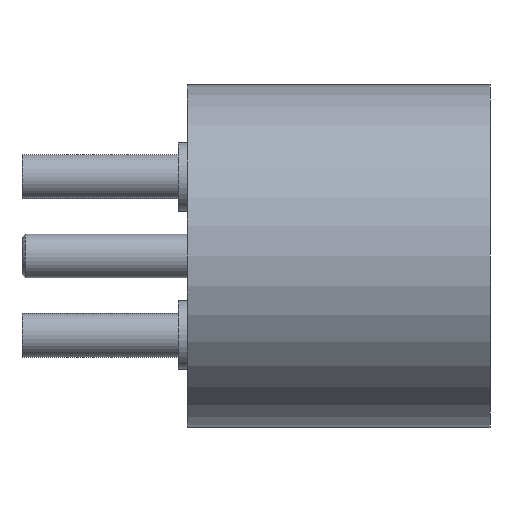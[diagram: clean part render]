
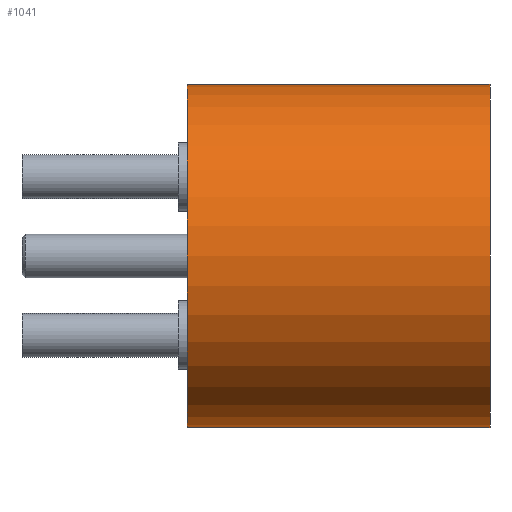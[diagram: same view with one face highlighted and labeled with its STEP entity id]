
A CAD part, front view. The second image highlights one B-rep face of the part: STEP entity #1041.
In plain terms, the highlighted cylindrical face has radius 2.75 mm (diameter 5.5 mm), a partial arc.
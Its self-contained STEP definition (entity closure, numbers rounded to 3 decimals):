
#2 = CIRCLE ( 'NONE', #2337, 2.75 ) ;
#91 = DIRECTION ( 'NONE',  ( 0., 0., 1. ) ) ;
#151 = ORIENTED_EDGE ( 'NONE', *, *, #2948, .F. ) ;
#374 = CIRCLE ( 'NONE', #2797, 2.75 ) ;
#490 = LINE ( 'NONE', #1540, #1592 ) ;
#667 = EDGE_LOOP ( 'NONE', ( #2620, #2217, #1466, #151 ) ) ;
#672 = DIRECTION ( 'NONE',  ( 1., 0., 0. ) ) ;
#707 = CARTESIAN_POINT ( 'NONE',  ( -2.75, 0., 0. ) ) ;
#843 = EDGE_CURVE ( 'NONE', #2877, #1694, #490, .T. ) ;
#910 = CARTESIAN_POINT ( 'NONE',  ( 0., 0., 0. ) ) ;
#914 = CARTESIAN_POINT ( 'NONE',  ( 0., 0., 0. ) ) ;
#977 = AXIS2_PLACEMENT_3D ( 'NONE', #914, #1856, #672 ) ;
#1041 = ADVANCED_FACE ( 'NONE', ( #1284 ), #2674, .T. ) ;
#1067 = EDGE_CURVE ( 'NONE', #2788, #1082, #2558, .T. ) ;
#1082 = VERTEX_POINT ( 'NONE', #1639 ) ;
#1284 = FACE_OUTER_BOUND ( 'NONE', #667, .T. ) ;
#1330 = CARTESIAN_POINT ( 'NONE',  ( 0., 0., -4.85 ) ) ;
#1388 = CARTESIAN_POINT ( 'NONE',  ( 2.75, 0., 0. ) ) ;
#1466 = ORIENTED_EDGE ( 'NONE', *, *, #1067, .T. ) ;
#1532 = DIRECTION ( 'NONE',  ( 0., 0., 1. ) ) ;
#1540 = CARTESIAN_POINT ( 'NONE',  ( -2.75, 0., 0. ) ) ;
#1592 = VECTOR ( 'NONE', #1532, 1000. ) ;
#1639 = CARTESIAN_POINT ( 'NONE',  ( 2.75, 0., 0. ) ) ;
#1694 = VERTEX_POINT ( 'NONE', #707 ) ;
#1712 = CARTESIAN_POINT ( 'NONE',  ( 2.75, 0., -4.85 ) ) ;
#1856 = DIRECTION ( 'NONE',  ( 0., 0., 1. ) ) ;
#2017 = DIRECTION ( 'NONE',  ( 1., 0., 0. ) ) ;
#2036 = VECTOR ( 'NONE', #2339, 1000. ) ;
#2106 = DIRECTION ( 'NONE',  ( 1., 0., 0. ) ) ;
#2217 = ORIENTED_EDGE ( 'NONE', *, *, #2634, .T. ) ;
#2337 = AXIS2_PLACEMENT_3D ( 'NONE', #1330, #91, #2017 ) ;
#2339 = DIRECTION ( 'NONE',  ( 0., 0., 1. ) ) ;
#2558 = LINE ( 'NONE', #1388, #2036 ) ;
#2615 = DIRECTION ( 'NONE',  ( 0., 0., 1. ) ) ;
#2620 = ORIENTED_EDGE ( 'NONE', *, *, #843, .F. ) ;
#2634 = EDGE_CURVE ( 'NONE', #2877, #2788, #2, .T. ) ;
#2674 = CYLINDRICAL_SURFACE ( 'NONE', #977, 2.75 ) ;
#2687 = CARTESIAN_POINT ( 'NONE',  ( -2.75, 0., -4.85 ) ) ;
#2788 = VERTEX_POINT ( 'NONE', #1712 ) ;
#2797 = AXIS2_PLACEMENT_3D ( 'NONE', #910, #2615, #2106 ) ;
#2877 = VERTEX_POINT ( 'NONE', #2687 ) ;
#2948 = EDGE_CURVE ( 'NONE', #1694, #1082, #374, .T. ) ;
